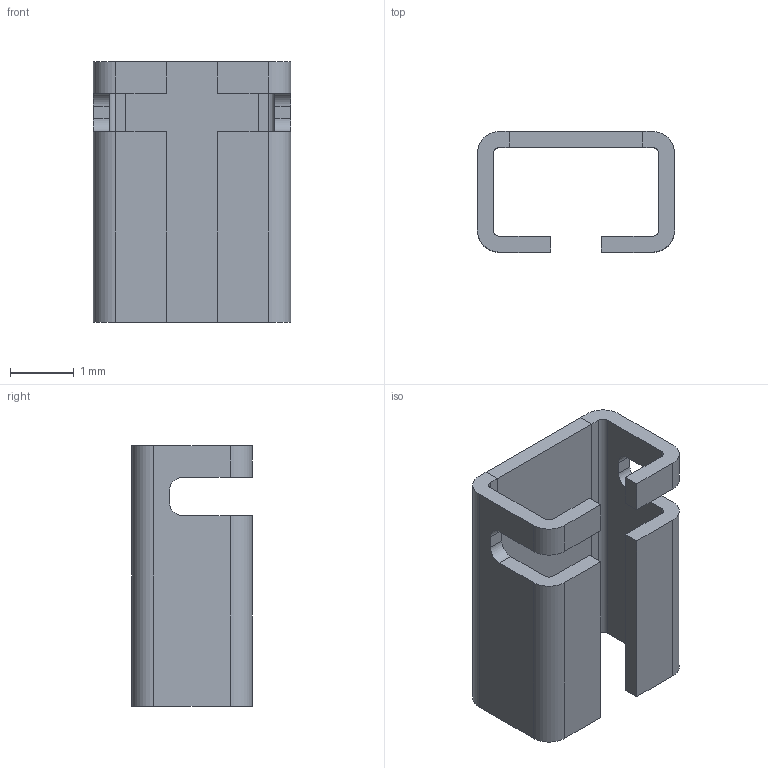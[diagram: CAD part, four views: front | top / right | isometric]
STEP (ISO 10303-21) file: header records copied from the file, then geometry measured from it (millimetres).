
FILE_DESCRIPTION (( 'STEP AP214' ), '1' );
FILE_NAME ('IsabellenHutte_BVN.step', '2023-02-13T07:55:26+00:00', 'Stefan Hamminga', '', '', '', '');
FILE_SCHEMA (( 'AUTOMOTIVE_DESIGN' ));
Length unit declared in the file: millimetre
Products named in the file (1): Resistor [Shunt] [IsabellenHutte BVN]
Bounding box: 3.1 x 1.9 x 4.1 mm (x, y, z)
Volume: 7.4 mm3; surface area: 67.1 mm2
Topology: 1 solids, 1 shells, 50 faces, 136 edges, 88 vertices
Faces by surface type: plane 34, cylinder 16
Entity records: 1646 total; most frequent: CARTESIAN_POINT 275, ORIENTED_EDGE 272, DIRECTION 270, EDGE_CURVE 136, VECTOR 104, LINE 104, VERTEX_POINT 88, AXIS2_PLACEMENT_3D 83
